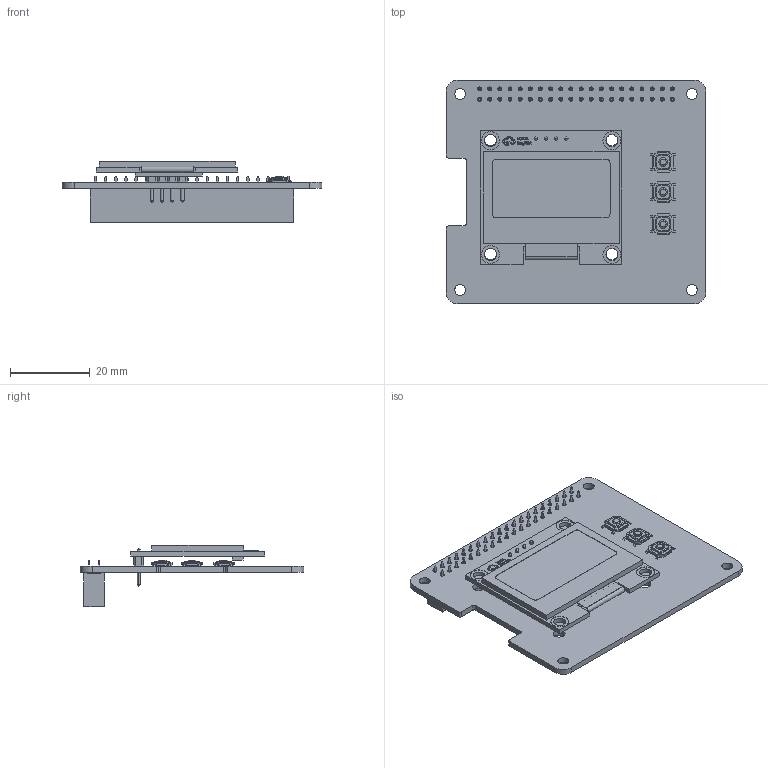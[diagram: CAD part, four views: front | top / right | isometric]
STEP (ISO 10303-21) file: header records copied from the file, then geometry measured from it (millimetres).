
FILE_DESCRIPTION(('KiCad electronic assembly'),'2;1');
FILE_NAME('equip-1-hat.step','2025-09-13T01:45:53',('Pcbnew'),('Kicad'), 'Open CASCADE STEP processor 7.8','KiCad to STEP converter','Unknown' );
FILE_SCHEMA(('AUTOMOTIVE_DESIGN { 1 0 10303 214 1 1 1 1 }'));
Length unit declared in the file: millimetre
Products named in the file (5): equip-1-hat 1; SW_SPST_SKQG_WithStem; OLED-TH_L35.4-W33.5_HS13L03W2C01; PinSocket_2x20_P2.54mm_Vertical; equip-1-hat_PCB
Assembly tree (6 placements, depth 2):
  equip-1-hat 1
    SW_SPST_SKQG_WithStem  x3
    OLED-TH_L35.4-W33.5_HS13L03W2C01
    PinSocket_2x20_P2.54mm_Vertical
    equip-1-hat_PCB
Bounding box: 65 x 56 x 15.38 mm (x, y, z)
Volume: 9934.3 mm3; surface area: 13303.6 mm2
Topology: 6 solids, 6 shells, 1856 faces, 4937 edges, 3213 vertices
Faces by surface type: plane 1527, cylinder 212, bspline 98, sphere 16, torus 3
Full cylindrical faces by diameter (mm): 1 x44, 2 x3, 2.2 x3, 2.7 x4, 3 x4
Entity records: 62944 total; most frequent: CARTESIAN_POINT 9877, ORIENTED_EDGE 8434, DIRECTION 7325, EDGE_CURVE 4217, LINE 3711, VECTOR 3711, VERTEX_POINT 2755, FACE_BOUND 1828
